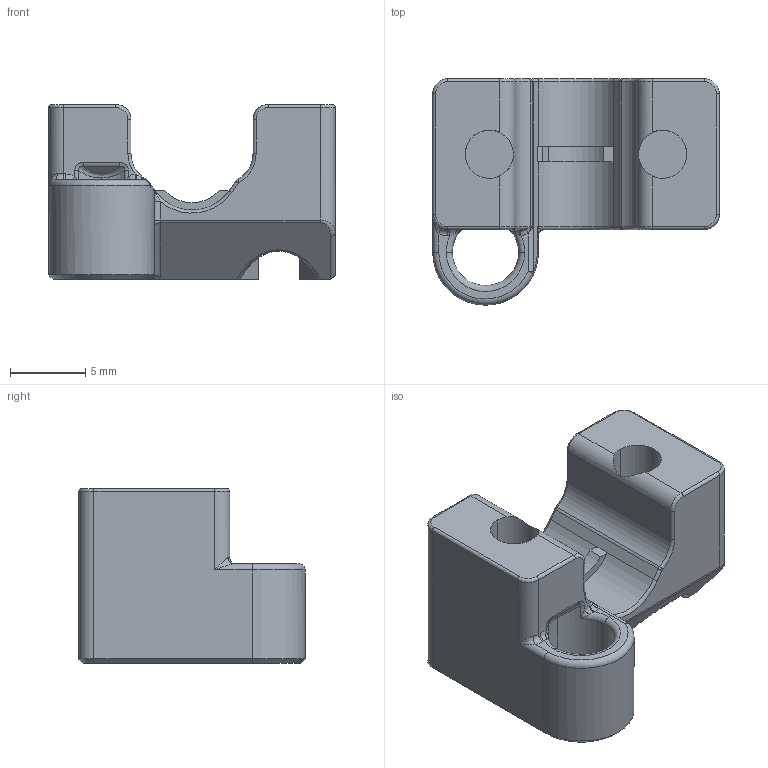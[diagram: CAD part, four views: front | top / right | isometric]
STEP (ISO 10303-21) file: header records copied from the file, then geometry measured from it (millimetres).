
FILE_DESCRIPTION (( 'STEP AP214' ), '1' );
FILE_NAME ('SV08-PZ-CableClamp.STEP', '2025-01-04T16:28:25', ( '' ), ( '' ), 'SwSTEP 2.0', 'SolidWorks 2022', '' );
FILE_SCHEMA (( 'AUTOMOTIVE_DESIGN' ));
Length unit declared in the file: millimetre
Products named in the file (1): SV08-PZ-CableClamp
Bounding box: 19 x 15 x 11.6 mm (x, y, z)
Volume: 1334.2 mm3; surface area: 1450.6 mm2
Topology: 1 solids, 1 shells, 133 faces, 327 edges, 192 vertices
Faces by surface type: cylinder 53, plane 32, torus 24, bspline 19, cone 4, sphere 1
Entity records: 4359 total; most frequent: CARTESIAN_POINT 1300, DIRECTION 647, ORIENTED_EDGE 646, EDGE_CURVE 323, AXIS2_PLACEMENT_3D 260, VERTEX_POINT 192, CIRCLE 145, EDGE_LOOP 135
